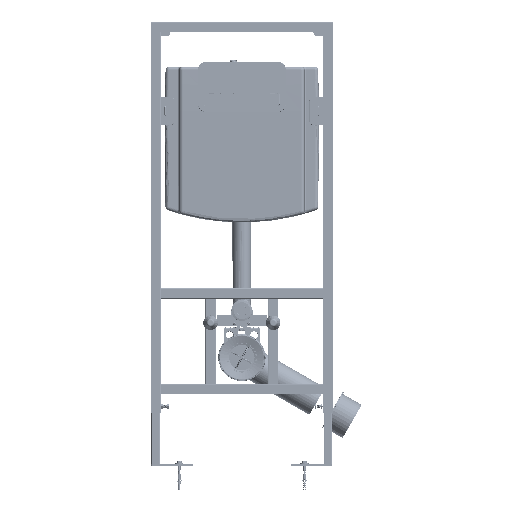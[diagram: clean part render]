
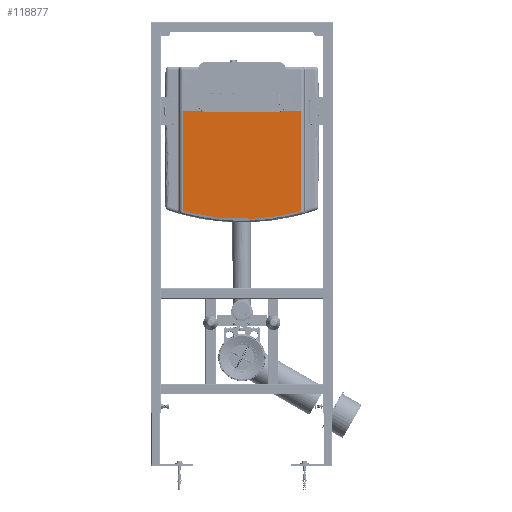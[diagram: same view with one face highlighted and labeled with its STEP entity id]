
A CAD part, top view. The second image highlights one B-rep face of the part: STEP entity #118877.
In plain terms, the highlighted cylindrical face has radius 31245.7 mm (diameter 62491.4 mm), a partial arc.
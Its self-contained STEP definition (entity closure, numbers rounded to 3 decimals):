
#115158=CARTESIAN_POINT('',(-170.,21.533,
4.316));
#115159=CARTESIAN_POINT('',(-154.161,17.239,
4.277));
#115160=CARTESIAN_POINT('',(-122.262,9.876,
4.207));
#115161=CARTESIAN_POINT('',(-73.618,2.46,
4.135));
#115162=CARTESIAN_POINT('',(-24.586,-1.254,
4.098));
#115163=CARTESIAN_POINT('',(24.586,-1.254,
4.098));
#115164=CARTESIAN_POINT('',(73.618,2.46,
4.135));
#115165=CARTESIAN_POINT('',(122.262,9.876,
4.207));
#115166=CARTESIAN_POINT('',(154.161,17.239,
4.277));
#115167=CARTESIAN_POINT('',(170.,21.533,
4.316));
#115169=CARTESIAN_POINT('',(-170.,309.,-31240.06));
#115170=DIRECTION('',(1.,0.,0.));
#115171=DIRECTION('',(0.,0.,1.));
#115172=AXIS2_PLACEMENT_3D('',#115169,#115170,#115171);
#115174=DIRECTION('',(1.,0.,0.));
#115175=VECTOR('',#115174,205.);
#115176=CARTESIAN_POINT('',(-102.5,309.,5.639));
#115177=LINE('',#115176,#115175);
#115178=CARTESIAN_POINT('',(170.,309.,-31240.06));
#115179=DIRECTION('',(-1.,0.,0.));
#115180=DIRECTION('',(0.,-0.009,1.));
#115181=AXIS2_PLACEMENT_3D('',#115178,#115179,#115180);
#116302=DIRECTION('',(-1.,0.,0.));
#116303=VECTOR('',#116302,67.5);
#116304=CARTESIAN_POINT('',(170.,309.,5.639));
#116305=LINE('',#116304,#116303);
#116373=DIRECTION('',(-1.,0.,0.));
#116374=VECTOR('',#116373,67.5);
#116375=CARTESIAN_POINT('',(-102.5,309.,5.639));
#116376=LINE('',#116375,#116374);
#117842=CARTESIAN_POINT('',(170.,309.,5.639));
#117844=VERTEX_POINT('',#117842);
#117846=CARTESIAN_POINT('',(-170.,309.,5.639));
#117848=VERTEX_POINT('',#117846);
#117870=CARTESIAN_POINT('',(170.,21.533,4.316));
#117871=VERTEX_POINT('',#117870);
#117872=VERTEX_POINT('',#115158);
#118170=CARTESIAN_POINT('',(-102.5,309.,5.639));
#118171=CARTESIAN_POINT('',(102.5,309.,5.639));
#118172=VERTEX_POINT('',#118170);
#118173=VERTEX_POINT('',#118171);
#118859=CARTESIAN_POINT('',(-219.,309.,-31240.06));
#118860=DIRECTION('',(1.,0.,0.));
#118861=DIRECTION('',(0.,0.,-1.));
#118862=AXIS2_PLACEMENT_3D('',#118859,#118860,#118861);
#118863=CYLINDRICAL_SURFACE('',#118862,31245.698);
#118865=ORIENTED_EDGE('',*,*,#118864,.F.);
#118867=ORIENTED_EDGE('',*,*,#118866,.F.);
#118869=ORIENTED_EDGE('',*,*,#118868,.F.);
#118871=ORIENTED_EDGE('',*,*,#118870,.T.);
#118873=ORIENTED_EDGE('',*,*,#118872,.F.);
#118874=ORIENTED_EDGE('',*,*,#118844,.F.);
#118875=EDGE_LOOP('',(#118865,#118867,#118869,#118871,#118873,#118874));
#118876=FACE_OUTER_BOUND('',#118875,.F.);
#118877=ADVANCED_FACE('',(#118876),#118863,.T.);
#115168=B_SPLINE_CURVE_WITH_KNOTS('',3,(#115158,#115159,#115160,#115161,#115162,
#115163,#115164,#115165,#115166,#115167),.UNSPECIFIED.,.F.,.F.,(4,1,1,1,1,1,1,
4),(0.,0.143,0.286,0.429,
0.571,0.714,0.857,1.),.UNSPECIFIED.);
#115173=CIRCLE('',#115172,31245.698);
#115182=CIRCLE('',#115181,31245.698);
#118844=EDGE_CURVE('',#117871,#117844,#115182,.T.);
#118864=EDGE_CURVE('',#117872,#117871,#115168,.T.);
#118866=EDGE_CURVE('',#117848,#117872,#115173,.T.);
#118868=EDGE_CURVE('',#118172,#117848,#116376,.T.);
#118870=EDGE_CURVE('',#118172,#118173,#115177,.T.);
#118872=EDGE_CURVE('',#117844,#118173,#116305,.T.);
